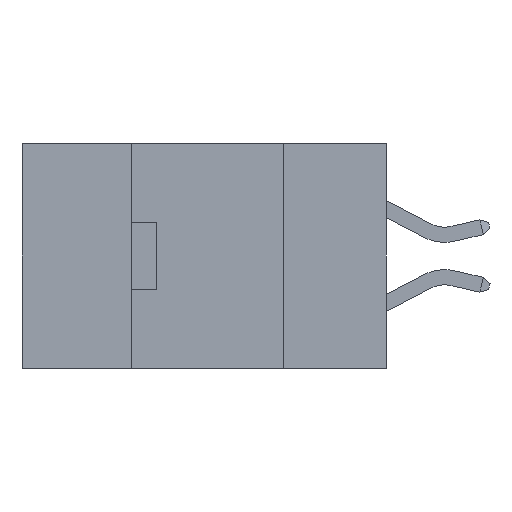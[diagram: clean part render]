
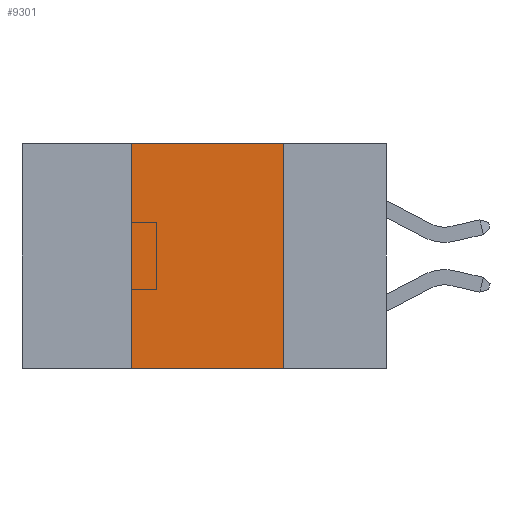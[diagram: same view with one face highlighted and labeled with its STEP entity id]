
A CAD part, left-side view. The second image highlights one B-rep face of the part: STEP entity #9301.
In plain terms, the highlighted planar face has unit normal (-1, 0, 0).
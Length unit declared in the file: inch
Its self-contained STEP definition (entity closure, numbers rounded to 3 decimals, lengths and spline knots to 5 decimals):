
#1790 = CARTESIAN_POINT ( 'NONE',  ( 0., 0.6, -0.37 ) ) ;
#3497 = DIRECTION ( 'NONE',  ( 0., 0., -1. ) ) ;
#3510 = LINE ( 'NONE', #1790, #8805 ) ;
#3985 = VERTEX_POINT ( 'NONE', #26735 ) ;
#4031 = CARTESIAN_POINT ( 'NONE',  ( 0., 0.6, 0. ) ) ;
#4228 = VECTOR ( 'NONE', #26369, 39.37008 ) ;
#4395 = CARTESIAN_POINT ( 'NONE',  ( 0., 0.42, -0.37 ) ) ;
#4574 = EDGE_CURVE ( 'NONE', #16817, #15799, #10783, .T. ) ;
#5980 = ORIENTED_EDGE ( 'NONE', *, *, #21332, .F. ) ;
#6277 = DIRECTION ( 'NONE',  ( 0., -1., 0. ) ) ;
#8353 = PLANE ( 'NONE',  #23290 ) ;
#8805 = VECTOR ( 'NONE', #13077, 39.37008 ) ;
#9301 = ADVANCED_FACE ( 'NONE', ( #24350 ), #8353, .F. ) ;
#10654 = DIRECTION ( 'NONE',  ( 1., 0., 0. ) ) ;
#10783 = LINE ( 'NONE', #4031, #21994 ) ;
#12122 = LINE ( 'NONE', #28134, #23303 ) ;
#13077 = DIRECTION ( 'NONE',  ( 0., -1., 0. ) ) ;
#13670 = EDGE_CURVE ( 'NONE', #15799, #3985, #12122, .T. ) ;
#14770 = EDGE_LOOP ( 'NONE', ( #27754, #23216, #5980, #17999 ) ) ;
#15100 = CARTESIAN_POINT ( 'NONE',  ( 0., 0.6, 0. ) ) ;
#15799 = VERTEX_POINT ( 'NONE', #28623 ) ;
#16817 = VERTEX_POINT ( 'NONE', #23624 ) ;
#17503 = CARTESIAN_POINT ( 'NONE',  ( 0., 0.42, -0.37 ) ) ;
#17999 = ORIENTED_EDGE ( 'NONE', *, *, #21362, .T. ) ;
#18352 = VERTEX_POINT ( 'NONE', #4395 ) ;
#21332 = EDGE_CURVE ( 'NONE', #18352, #16817, #22151, .T. ) ;
#21362 = EDGE_CURVE ( 'NONE', #18352, #3985, #3510, .T. ) ;
#21994 = VECTOR ( 'NONE', #6277, 39.37008 ) ;
#22151 = LINE ( 'NONE', #17503, #4228 ) ;
#23216 = ORIENTED_EDGE ( 'NONE', *, *, #4574, .F. ) ;
#23290 = AXIS2_PLACEMENT_3D ( 'NONE', #15100, #10654, #26324 ) ;
#23303 = VECTOR ( 'NONE', #3497, 39.37008 ) ;
#23624 = CARTESIAN_POINT ( 'NONE',  ( 0., 0.42, 0. ) ) ;
#24350 = FACE_OUTER_BOUND ( 'NONE', #14770, .T. ) ;
#26324 = DIRECTION ( 'NONE',  ( 0., 0., -1. ) ) ;
#26369 = DIRECTION ( 'NONE',  ( 0., 0., 1. ) ) ;
#26735 = CARTESIAN_POINT ( 'NONE',  ( 0., 0.17, -0.37 ) ) ;
#27754 = ORIENTED_EDGE ( 'NONE', *, *, #13670, .F. ) ;
#28134 = CARTESIAN_POINT ( 'NONE',  ( 0., 0.17, -0.37 ) ) ;
#28623 = CARTESIAN_POINT ( 'NONE',  ( 0., 0.17, 0. ) ) ;
